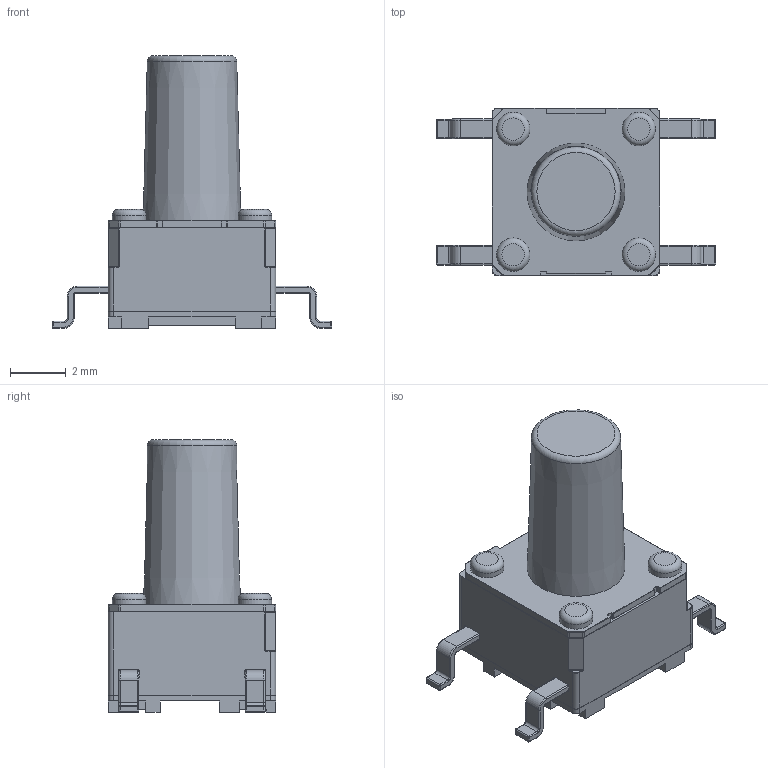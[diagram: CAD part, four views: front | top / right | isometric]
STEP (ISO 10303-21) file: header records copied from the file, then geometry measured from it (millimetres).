
FILE_DESCRIPTION(/* description */ ('Taster'),/* implementation_level */ '2;1');
FILE_NAME(/* name */ 'FSM8JSMA Alcoswitch - detailed.stp',/* time_stamp */ '2016-01-14T14:34:27+01:00',/* author */ ('MHerrwerth'),/* organization */ (''),/* preprocessor_version */ 'ST-DEVELOPER v15.6',/* originating_system */ 'Autodesk Inventor 2015',/* authorisation */ '');
FILE_SCHEMA (('AUTOMOTIVE_DESIGN { 1 0 10303 214 3 1 1 }'));
Length unit declared in the file: millimetre
Products named in the file (1): FSM8JSMA Alcoswitch - detailed
Bounding box: 10 x 6 x 9.75 mm (x, y, z)
Volume: 182.4 mm3; surface area: 408.5 mm2
Topology: 3 solids, 3 shells, 417 faces, 969 edges, 571 vertices
Faces by surface type: cylinder 180, plane 137, torus 67, sphere 28, bspline 4, cone 1
Full cylindrical faces by diameter (mm): 1.2 x4
Entity records: 12159 total; most frequent: DIRECTION 2220, CARTESIAN_POINT 2024, ORIENTED_EDGE 1918, EDGE_CURVE 959, AXIS2_PLACEMENT_3D 847, VERTEX_POINT 571, LINE 526, VECTOR 526
